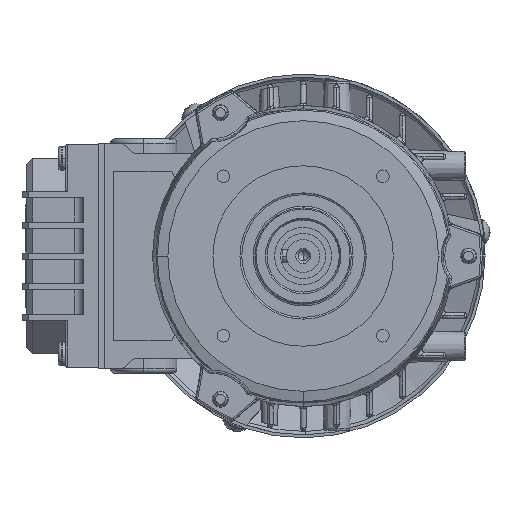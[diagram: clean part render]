
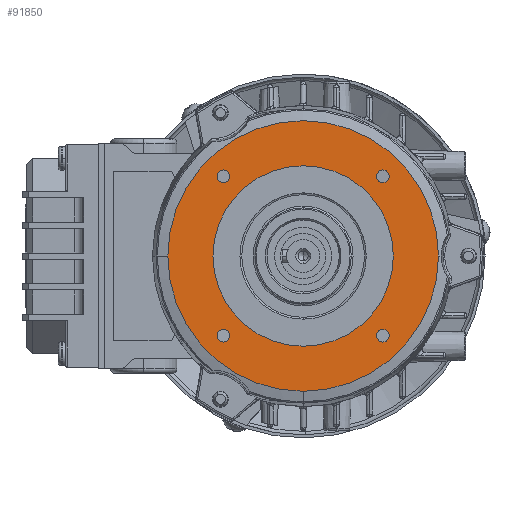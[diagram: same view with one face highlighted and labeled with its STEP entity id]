
A CAD part, left-side view. The second image highlights one B-rep face of the part: STEP entity #91850.
In plain terms, the highlighted planar face has unit normal (-1, 0, 0).
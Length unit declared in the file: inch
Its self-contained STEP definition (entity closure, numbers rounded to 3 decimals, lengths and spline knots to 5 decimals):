
#26 = CARTESIAN_POINT ( 'NONE',  ( -3.14961, -1.04396, -1.12663 ) ) ;
#958 = EDGE_LOOP ( 'NONE', ( #34392, #80289 ) ) ;
#1310 = CARTESIAN_POINT ( 'NONE',  ( -3.14961, 1.04396, -1.12663 ) ) ;
#1874 = CARTESIAN_POINT ( 'NONE',  ( -3.14961, 0., 1.1811 ) ) ;
#2010 = ORIENTED_EDGE ( 'NONE', *, *, #115242, .F. ) ;
#2857 = CARTESIAN_POINT ( 'NONE',  ( -3.14961, 0., -1.1811 ) ) ;
#3167 = AXIS2_PLACEMENT_3D ( 'NONE', #121424, #62035, #73269 ) ;
#3781 = VERTEX_POINT ( 'NONE', #86739 ) ;
#5934 = DIRECTION ( 'NONE',  ( -1., 0., 0. ) ) ;
#6540 = CARTESIAN_POINT ( 'NONE',  ( -3.14961, 1.04396, 0.96128 ) ) ;
#9280 = ORIENTED_EDGE ( 'NONE', *, *, #113695, .F. ) ;
#9479 = DIRECTION ( 'NONE',  ( -1., 0., 0. ) ) ;
#9666 = AXIS2_PLACEMENT_3D ( 'NONE', #74648, #57164, #76496 ) ;
#10257 = CIRCLE ( 'NONE', #26289, 0.08268 ) ;
#11661 = ORIENTED_EDGE ( 'NONE', *, *, #100492, .F. ) ;
#11800 = EDGE_LOOP ( 'NONE', ( #2010, #79658 ) ) ;
#12140 = CIRCLE ( 'NONE', #28209, 0.08268 ) ;
#12534 = DIRECTION ( 'NONE',  ( -1., 0., 0. ) ) ;
#15256 = VERTEX_POINT ( 'NONE', #6540 ) ;
#16297 = ORIENTED_EDGE ( 'NONE', *, *, #52425, .F. ) ;
#20460 = EDGE_CURVE ( 'NONE', #84700, #3781, #114064, .T. ) ;
#23088 = DIRECTION ( 'NONE',  ( 0., 0., -1. ) ) ;
#23251 = CIRCLE ( 'NONE', #93069, 0.08268 ) ;
#24116 = DIRECTION ( 'NONE',  ( 0., 0., -1. ) ) ;
#26289 = AXIS2_PLACEMENT_3D ( 'NONE', #50375, #107294, #88504 ) ;
#28209 = AXIS2_PLACEMENT_3D ( 'NONE', #103836, #115147, #46944 ) ;
#30010 = AXIS2_PLACEMENT_3D ( 'NONE', #111223, #108760, #23088 ) ;
#30142 = CARTESIAN_POINT ( 'NONE',  ( -3.14961, 1.04396, -1.04396 ) ) ;
#31431 = CARTESIAN_POINT ( 'NONE',  ( -3.14961, -1.04396, 1.12663 ) ) ;
#31691 = CARTESIAN_POINT ( 'NONE',  ( -3.14961, 1.04396, -1.04396 ) ) ;
#34027 = CIRCLE ( 'NONE', #30010, 0.08268 ) ;
#34392 = ORIENTED_EDGE ( 'NONE', *, *, #106838, .F. ) ;
#35790 = FACE_BOUND ( 'NONE', #958, .T. ) ;
#38131 = VERTEX_POINT ( 'NONE', #48088 ) ;
#39734 = EDGE_LOOP ( 'NONE', ( #68562, #40044 ) ) ;
#40044 = ORIENTED_EDGE ( 'NONE', *, *, #112366, .F. ) ;
#40890 = CARTESIAN_POINT ( 'NONE',  ( -3.14961, -1.04396, 1.04396 ) ) ;
#42206 = VERTEX_POINT ( 'NONE', #93608 ) ;
#44625 = EDGE_CURVE ( 'NONE', #102469, #15256, #10257, .T. ) ;
#45922 = CIRCLE ( 'NONE', #115883, 0.08268 ) ;
#46893 = AXIS2_PLACEMENT_3D ( 'NONE', #31691, #107918, #60379 ) ;
#46944 = DIRECTION ( 'NONE',  ( 0., 0., -1. ) ) ;
#48088 = CARTESIAN_POINT ( 'NONE',  ( -3.14961, 0., -1.77165 ) ) ;
#50375 = CARTESIAN_POINT ( 'NONE',  ( -3.14961, 1.04396, 1.04396 ) ) ;
#50703 = DIRECTION ( 'NONE',  ( 0., 0., -1. ) ) ;
#51984 = AXIS2_PLACEMENT_3D ( 'NONE', #58453, #67230, #95939 ) ;
#52083 = DIRECTION ( 'NONE',  ( 0., 0., -1. ) ) ;
#52425 = EDGE_CURVE ( 'NONE', #117571, #100784, #116838, .T. ) ;
#56814 = CARTESIAN_POINT ( 'NONE',  ( -3.14961, 0., 1.77165 ) ) ;
#56850 = EDGE_CURVE ( 'NONE', #70125, #106897, #65981, .T. ) ;
#57164 = DIRECTION ( 'NONE',  ( 1., 0., 0. ) ) ;
#58453 = CARTESIAN_POINT ( 'NONE',  ( -3.14961, 0., 0. ) ) ;
#60379 = DIRECTION ( 'NONE',  ( 0., 0., -1. ) ) ;
#60501 = CIRCLE ( 'NONE', #116528, 0.08268 ) ;
#62035 = DIRECTION ( 'NONE',  ( 1., 0., 0. ) ) ;
#62882 = EDGE_CURVE ( 'NONE', #42206, #96244, #60501, .T. ) ;
#63823 = CARTESIAN_POINT ( 'NONE',  ( -3.14961, 1.04396, 1.12663 ) ) ;
#65981 = CIRCLE ( 'NONE', #51984, 1.1811 ) ;
#67230 = DIRECTION ( 'NONE',  ( -1., 0., 0. ) ) ;
#67399 = EDGE_LOOP ( 'NONE', ( #16297, #9280 ) ) ;
#67520 = EDGE_CURVE ( 'NONE', #106897, #70125, #90896, .T. ) ;
#68562 = ORIENTED_EDGE ( 'NONE', *, *, #96773, .F. ) ;
#70125 = VERTEX_POINT ( 'NONE', #1874 ) ;
#70487 = ORIENTED_EDGE ( 'NONE', *, *, #67520, .F. ) ;
#72044 = FACE_OUTER_BOUND ( 'NONE', #39734, .T. ) ;
#73269 = DIRECTION ( 'NONE',  ( 0., 0., -1. ) ) ;
#74648 = CARTESIAN_POINT ( 'NONE',  ( -3.14961, 0., 0. ) ) ;
#76496 = DIRECTION ( 'NONE',  ( 0., 0., -1. ) ) ;
#77508 = ORIENTED_EDGE ( 'NONE', *, *, #44625, .F. ) ;
#79658 = ORIENTED_EDGE ( 'NONE', *, *, #62882, .F. ) ;
#80213 = DIRECTION ( 'NONE',  ( 1., 0., 0. ) ) ;
#80289 = ORIENTED_EDGE ( 'NONE', *, *, #20460, .F. ) ;
#80821 = DIRECTION ( 'NONE',  ( -1., 0., 0. ) ) ;
#81418 = FACE_BOUND ( 'NONE', #67399, .T. ) ;
#82036 = FACE_BOUND ( 'NONE', #11800, .T. ) ;
#83442 = CARTESIAN_POINT ( 'NONE',  ( -3.14961, 0., 0. ) ) ;
#83673 = AXIS2_PLACEMENT_3D ( 'NONE', #88968, #80213, #117791 ) ;
#84513 = CARTESIAN_POINT ( 'NONE',  ( -3.14961, -1.04396, -1.04396 ) ) ;
#84700 = VERTEX_POINT ( 'NONE', #31431 ) ;
#85968 = AXIS2_PLACEMENT_3D ( 'NONE', #40890, #80821, #52083 ) ;
#86739 = CARTESIAN_POINT ( 'NONE',  ( -3.14961, -1.04396, 0.96128 ) ) ;
#88504 = DIRECTION ( 'NONE',  ( 0., 0., -1. ) ) ;
#88968 = CARTESIAN_POINT ( 'NONE',  ( -3.14961, 0., 0. ) ) ;
#90896 = CIRCLE ( 'NONE', #94906, 1.1811 ) ;
#91397 = FACE_BOUND ( 'NONE', #100888, .T. ) ;
#91850 = ADVANCED_FACE ( 'NONE', ( #81418, #82036, #35790, #91397, #72044, #120821 ), #101410, .F. ) ;
#93069 = AXIS2_PLACEMENT_3D ( 'NONE', #114267, #113646, #94796 ) ;
#93608 = CARTESIAN_POINT ( 'NONE',  ( -3.14961, -1.04396, -0.96128 ) ) ;
#94796 = DIRECTION ( 'NONE',  ( 0., 0., -1. ) ) ;
#94906 = AXIS2_PLACEMENT_3D ( 'NONE', #83442, #5934, #24116 ) ;
#95939 = DIRECTION ( 'NONE',  ( 0., 0., -1. ) ) ;
#96105 = ORIENTED_EDGE ( 'NONE', *, *, #56850, .F. ) ;
#96244 = VERTEX_POINT ( 'NONE', #26 ) ;
#96773 = EDGE_CURVE ( 'NONE', #38131, #97697, #103473, .T. ) ;
#97697 = VERTEX_POINT ( 'NONE', #56814 ) ;
#100492 = EDGE_CURVE ( 'NONE', #15256, #102469, #12140, .T. ) ;
#100784 = VERTEX_POINT ( 'NONE', #112855 ) ;
#100888 = EDGE_LOOP ( 'NONE', ( #11661, #77508 ) ) ;
#101410 = PLANE ( 'NONE',  #3167 ) ;
#102469 = VERTEX_POINT ( 'NONE', #63823 ) ;
#103473 = CIRCLE ( 'NONE', #9666, 1.77165 ) ;
#103662 = CIRCLE ( 'NONE', #83673, 1.77165 ) ;
#103836 = CARTESIAN_POINT ( 'NONE',  ( -3.14961, 1.04396, 1.04396 ) ) ;
#106838 = EDGE_CURVE ( 'NONE', #3781, #84700, #23251, .T. ) ;
#106897 = VERTEX_POINT ( 'NONE', #2857 ) ;
#107294 = DIRECTION ( 'NONE',  ( -1., 0., 0. ) ) ;
#107918 = DIRECTION ( 'NONE',  ( -1., 0., 0. ) ) ;
#108760 = DIRECTION ( 'NONE',  ( -1., 0., 0. ) ) ;
#111223 = CARTESIAN_POINT ( 'NONE',  ( -3.14961, -1.04396, -1.04396 ) ) ;
#112366 = EDGE_CURVE ( 'NONE', #97697, #38131, #103662, .T. ) ;
#112855 = CARTESIAN_POINT ( 'NONE',  ( -3.14961, 1.04396, -0.96128 ) ) ;
#113646 = DIRECTION ( 'NONE',  ( -1., 0., 0. ) ) ;
#113695 = EDGE_CURVE ( 'NONE', #100784, #117571, #45922, .T. ) ;
#114064 = CIRCLE ( 'NONE', #85968, 0.08268 ) ;
#114267 = CARTESIAN_POINT ( 'NONE',  ( -3.14961, -1.04396, 1.04396 ) ) ;
#114621 = EDGE_LOOP ( 'NONE', ( #70487, #96105 ) ) ;
#115147 = DIRECTION ( 'NONE',  ( -1., 0., 0. ) ) ;
#115242 = EDGE_CURVE ( 'NONE', #96244, #42206, #34027, .T. ) ;
#115883 = AXIS2_PLACEMENT_3D ( 'NONE', #30142, #12534, #50703 ) ;
#116528 = AXIS2_PLACEMENT_3D ( 'NONE', #84513, #9479, #122079 ) ;
#116838 = CIRCLE ( 'NONE', #46893, 0.08268 ) ;
#117571 = VERTEX_POINT ( 'NONE', #1310 ) ;
#117791 = DIRECTION ( 'NONE',  ( 0., 0., -1. ) ) ;
#120821 = FACE_BOUND ( 'NONE', #114621, .T. ) ;
#121424 = CARTESIAN_POINT ( 'NONE',  ( -3.14961, -1.1811, 0. ) ) ;
#122079 = DIRECTION ( 'NONE',  ( 0., 0., -1. ) ) ;
